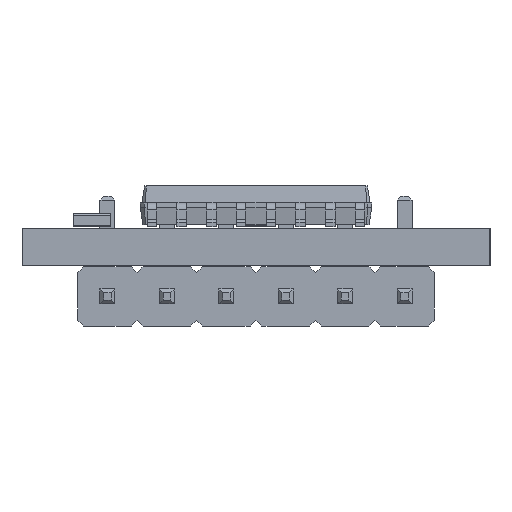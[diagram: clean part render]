
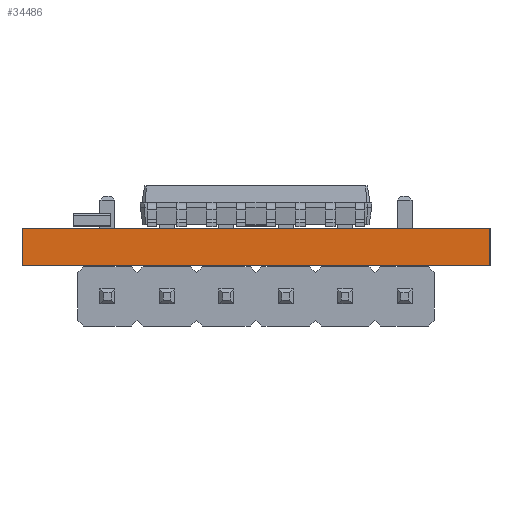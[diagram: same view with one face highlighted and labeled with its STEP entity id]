
A CAD part, left-side view. The second image highlights one B-rep face of the part: STEP entity #34486.
In plain terms, the highlighted planar face has unit normal (-1, 0, 0).
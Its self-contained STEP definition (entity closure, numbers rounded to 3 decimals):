
#34370 = EDGE_CURVE('',#34371,#34373,#34375,.T.);
#34371 = VERTEX_POINT('',#34372);
#34372 = CARTESIAN_POINT('',(0.,-0.,0.));
#34373 = VERTEX_POINT('',#34374);
#34374 = CARTESIAN_POINT('',(0.,0.,1.6));
#34375 = SURFACE_CURVE('',#34376,(#34380,#34392),.PCURVE_S1.);
#34376 = LINE('',#34377,#34378);
#34377 = CARTESIAN_POINT('',(0.,-0.,0.));
#34378 = VECTOR('',#34379,1.);
#34379 = DIRECTION('',(0.,0.,1.));
#34380 = PCURVE('',#34381,#34386);
#34381 = PLANE('',#34382);
#34382 = AXIS2_PLACEMENT_3D('',#34383,#34384,#34385);
#34383 = CARTESIAN_POINT('',(0.,0.,0.));
#34384 = DIRECTION('',(0.,1.,0.));
#34385 = DIRECTION('',(1.,0.,0.));
#34386 = DEFINITIONAL_REPRESENTATION('',(#34387),#34391);
#34387 = LINE('',#34388,#34389);
#34388 = CARTESIAN_POINT('',(0.,0.));
#34389 = VECTOR('',#34390,1.);
#34390 = DIRECTION('',(0.,-1.));
#34391 = ( GEOMETRIC_REPRESENTATION_CONTEXT(2) 
PARAMETRIC_REPRESENTATION_CONTEXT() REPRESENTATION_CONTEXT('2D SPACE',''
  ) );
#34392 = PCURVE('',#34393,#34398);
#34393 = PLANE('',#34394);
#34394 = AXIS2_PLACEMENT_3D('',#34395,#34396,#34397);
#34395 = CARTESIAN_POINT('',(0.,-20.,0.));
#34396 = DIRECTION('',(-1.,0.,0.));
#34397 = DIRECTION('',(0.,1.,0.));
#34398 = DEFINITIONAL_REPRESENTATION('',(#34399),#34403);
#34399 = LINE('',#34400,#34401);
#34400 = CARTESIAN_POINT('',(20.,0.));
#34401 = VECTOR('',#34402,1.);
#34402 = DIRECTION('',(0.,-1.));
#34403 = ( GEOMETRIC_REPRESENTATION_CONTEXT(2) 
PARAMETRIC_REPRESENTATION_CONTEXT() REPRESENTATION_CONTEXT('2D SPACE',''
  ) );
#34421 = PLANE('',#34422);
#34422 = AXIS2_PLACEMENT_3D('',#34423,#34424,#34425);
#34423 = CARTESIAN_POINT('',(16.,-10.,1.6));
#34424 = DIRECTION('',(-0.,-0.,-1.));
#34425 = DIRECTION('',(-1.,0.,0.));
#34475 = PLANE('',#34476);
#34476 = AXIS2_PLACEMENT_3D('',#34477,#34478,#34479);
#34477 = CARTESIAN_POINT('',(16.,-10.,0.));
#34478 = DIRECTION('',(-0.,-0.,-1.));
#34479 = DIRECTION('',(-1.,0.,0.));
#34486 = ADVANCED_FACE('',(#34487),#34393,.T.);
#34487 = FACE_BOUND('',#34488,.T.);
#34488 = EDGE_LOOP('',(#34489,#34519,#34540,#34541));
#34489 = ORIENTED_EDGE('',*,*,#34490,.T.);
#34490 = EDGE_CURVE('',#34491,#34493,#34495,.T.);
#34491 = VERTEX_POINT('',#34492);
#34492 = CARTESIAN_POINT('',(0.,-20.,0.));
#34493 = VERTEX_POINT('',#34494);
#34494 = CARTESIAN_POINT('',(0.,-20.,1.6));
#34495 = SURFACE_CURVE('',#34496,(#34500,#34507),.PCURVE_S1.);
#34496 = LINE('',#34497,#34498);
#34497 = CARTESIAN_POINT('',(0.,-20.,0.));
#34498 = VECTOR('',#34499,1.);
#34499 = DIRECTION('',(0.,0.,1.));
#34500 = PCURVE('',#34393,#34501);
#34501 = DEFINITIONAL_REPRESENTATION('',(#34502),#34506);
#34502 = LINE('',#34503,#34504);
#34503 = CARTESIAN_POINT('',(0.,0.));
#34504 = VECTOR('',#34505,1.);
#34505 = DIRECTION('',(0.,-1.));
#34506 = ( GEOMETRIC_REPRESENTATION_CONTEXT(2) 
PARAMETRIC_REPRESENTATION_CONTEXT() REPRESENTATION_CONTEXT('2D SPACE',''
  ) );
#34507 = PCURVE('',#34508,#34513);
#34508 = PLANE('',#34509);
#34509 = AXIS2_PLACEMENT_3D('',#34510,#34511,#34512);
#34510 = CARTESIAN_POINT('',(32.,-20.,0.));
#34511 = DIRECTION('',(0.,-1.,0.));
#34512 = DIRECTION('',(-1.,0.,0.));
#34513 = DEFINITIONAL_REPRESENTATION('',(#34514),#34518);
#34514 = LINE('',#34515,#34516);
#34515 = CARTESIAN_POINT('',(32.,0.));
#34516 = VECTOR('',#34517,1.);
#34517 = DIRECTION('',(0.,-1.));
#34518 = ( GEOMETRIC_REPRESENTATION_CONTEXT(2) 
PARAMETRIC_REPRESENTATION_CONTEXT() REPRESENTATION_CONTEXT('2D SPACE',''
  ) );
#34519 = ORIENTED_EDGE('',*,*,#34520,.T.);
#34520 = EDGE_CURVE('',#34493,#34373,#34521,.T.);
#34521 = SURFACE_CURVE('',#34522,(#34526,#34533),.PCURVE_S1.);
#34522 = LINE('',#34523,#34524);
#34523 = CARTESIAN_POINT('',(0.,-20.,1.6));
#34524 = VECTOR('',#34525,1.);
#34525 = DIRECTION('',(0.,1.,0.));
#34526 = PCURVE('',#34393,#34527);
#34527 = DEFINITIONAL_REPRESENTATION('',(#34528),#34532);
#34528 = LINE('',#34529,#34530);
#34529 = CARTESIAN_POINT('',(0.,-1.6));
#34530 = VECTOR('',#34531,1.);
#34531 = DIRECTION('',(1.,0.));
#34532 = ( GEOMETRIC_REPRESENTATION_CONTEXT(2) 
PARAMETRIC_REPRESENTATION_CONTEXT() REPRESENTATION_CONTEXT('2D SPACE',''
  ) );
#34533 = PCURVE('',#34421,#34534);
#34534 = DEFINITIONAL_REPRESENTATION('',(#34535),#34539);
#34535 = LINE('',#34536,#34537);
#34536 = CARTESIAN_POINT('',(16.,-10.));
#34537 = VECTOR('',#34538,1.);
#34538 = DIRECTION('',(0.,1.));
#34539 = ( GEOMETRIC_REPRESENTATION_CONTEXT(2) 
PARAMETRIC_REPRESENTATION_CONTEXT() REPRESENTATION_CONTEXT('2D SPACE',''
  ) );
#34540 = ORIENTED_EDGE('',*,*,#34370,.F.);
#34541 = ORIENTED_EDGE('',*,*,#34542,.F.);
#34542 = EDGE_CURVE('',#34491,#34371,#34543,.T.);
#34543 = SURFACE_CURVE('',#34544,(#34548,#34555),.PCURVE_S1.);
#34544 = LINE('',#34545,#34546);
#34545 = CARTESIAN_POINT('',(0.,-20.,0.));
#34546 = VECTOR('',#34547,1.);
#34547 = DIRECTION('',(0.,1.,0.));
#34548 = PCURVE('',#34393,#34549);
#34549 = DEFINITIONAL_REPRESENTATION('',(#34550),#34554);
#34550 = LINE('',#34551,#34552);
#34551 = CARTESIAN_POINT('',(0.,0.));
#34552 = VECTOR('',#34553,1.);
#34553 = DIRECTION('',(1.,0.));
#34554 = ( GEOMETRIC_REPRESENTATION_CONTEXT(2) 
PARAMETRIC_REPRESENTATION_CONTEXT() REPRESENTATION_CONTEXT('2D SPACE',''
  ) );
#34555 = PCURVE('',#34475,#34556);
#34556 = DEFINITIONAL_REPRESENTATION('',(#34557),#34561);
#34557 = LINE('',#34558,#34559);
#34558 = CARTESIAN_POINT('',(16.,-10.));
#34559 = VECTOR('',#34560,1.);
#34560 = DIRECTION('',(0.,1.));
#34561 = ( GEOMETRIC_REPRESENTATION_CONTEXT(2) 
PARAMETRIC_REPRESENTATION_CONTEXT() REPRESENTATION_CONTEXT('2D SPACE',''
  ) );
